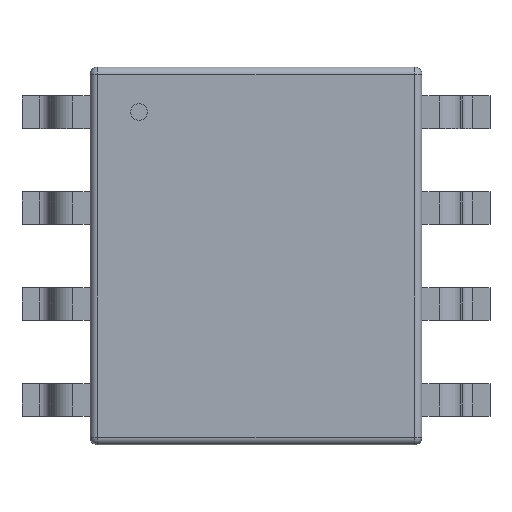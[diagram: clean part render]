
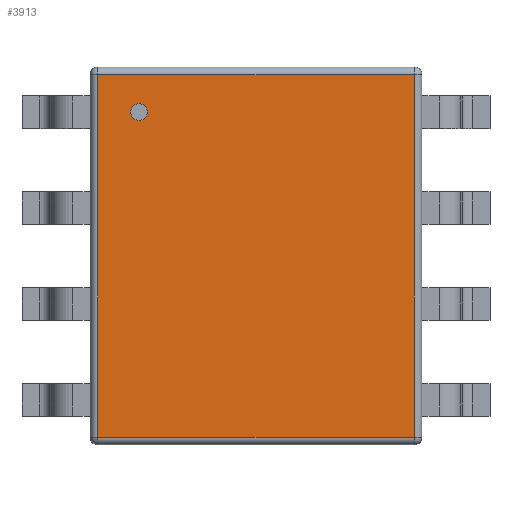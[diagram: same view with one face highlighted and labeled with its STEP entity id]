
A CAD part, top view. The second image highlights one B-rep face of the part: STEP entity #3913.
In plain terms, the highlighted planar face has unit normal (0, 0, 1).
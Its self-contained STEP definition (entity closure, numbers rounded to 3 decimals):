
#127 = PLANE ( 'NONE',  #2048 ) ;
#185 = VERTEX_POINT ( 'NONE', #1459 ) ;
#345 = DIRECTION ( 'NONE',  ( 0., -1., 0. ) ) ;
#400 = CARTESIAN_POINT ( 'NONE',  ( -2.197, -2.502, 1.499 ) ) ;
#615 = LINE ( 'NONE', #1765, #904 ) ;
#736 = VERTEX_POINT ( 'NONE', #3875 ) ;
#904 = VECTOR ( 'NONE', #4087, 1000. ) ;
#949 = EDGE_CURVE ( 'NONE', #736, #2220, #2678, .T. ) ;
#1012 = CARTESIAN_POINT ( 'NONE',  ( 2.097, 2.402, 1.499 ) ) ;
#1105 = ORIENTED_EDGE ( 'NONE', *, *, #3385, .T. ) ;
#1275 = LINE ( 'NONE', #2004, #1510 ) ;
#1376 = EDGE_CURVE ( 'NONE', #185, #736, #1275, .T. ) ;
#1444 = ORIENTED_EDGE ( 'NONE', *, *, #1376, .T. ) ;
#1451 = FACE_OUTER_BOUND ( 'NONE', #2109, .T. ) ;
#1459 = CARTESIAN_POINT ( 'NONE',  ( -2.097, 2.402, 1.499 ) ) ;
#1510 = VECTOR ( 'NONE', #345, 1000. ) ;
#1690 = CARTESIAN_POINT ( 'NONE',  ( -2.197, -2.402, 1.499 ) ) ;
#1733 = DIRECTION ( 'NONE',  ( 0., 0., 1. ) ) ;
#1765 = CARTESIAN_POINT ( 'NONE',  ( 2.097, -2.502, 1.499 ) ) ;
#1810 = VECTOR ( 'NONE', #2649, 1000. ) ;
#2004 = CARTESIAN_POINT ( 'NONE',  ( -2.097, -2.502, 1.499 ) ) ;
#2048 = AXIS2_PLACEMENT_3D ( 'NONE', #400, #1733, #3063 ) ;
#2109 = EDGE_LOOP ( 'NONE', ( #1105, #3646, #1444, #4171 ) ) ;
#2220 = VERTEX_POINT ( 'NONE', #2347 ) ;
#2347 = CARTESIAN_POINT ( 'NONE',  ( 2.097, -2.402, 1.499 ) ) ;
#2525 = VERTEX_POINT ( 'NONE', #1012 ) ;
#2649 = DIRECTION ( 'NONE',  ( -1., 0., 0. ) ) ;
#2678 = LINE ( 'NONE', #1690, #3554 ) ;
#3063 = DIRECTION ( 'NONE',  ( 1., 0., 0. ) ) ;
#3302 = DIRECTION ( 'NONE',  ( 1., 0., 0. ) ) ;
#3337 = CARTESIAN_POINT ( 'NONE',  ( -2.197, 2.402, 1.499 ) ) ;
#3345 = EDGE_CURVE ( 'NONE', #2525, #185, #3664, .T. ) ;
#3385 = EDGE_CURVE ( 'NONE', #2220, #2525, #615, .T. ) ;
#3554 = VECTOR ( 'NONE', #3302, 1000. ) ;
#3646 = ORIENTED_EDGE ( 'NONE', *, *, #3345, .T. ) ;
#3664 = LINE ( 'NONE', #3337, #1810 ) ;
#3875 = CARTESIAN_POINT ( 'NONE',  ( -2.097, -2.402, 1.499 ) ) ;
#3913 = ADVANCED_FACE ( 'NONE', ( #1451 ), #127, .T. ) ;
#4087 = DIRECTION ( 'NONE',  ( 0., 1., 0. ) ) ;
#4171 = ORIENTED_EDGE ( 'NONE', *, *, #949, .T. ) ;
